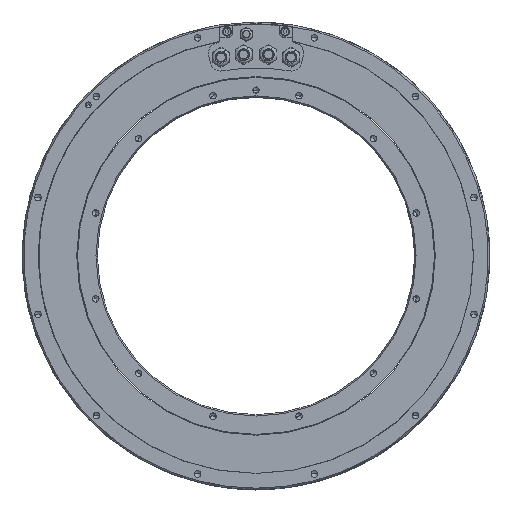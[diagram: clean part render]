
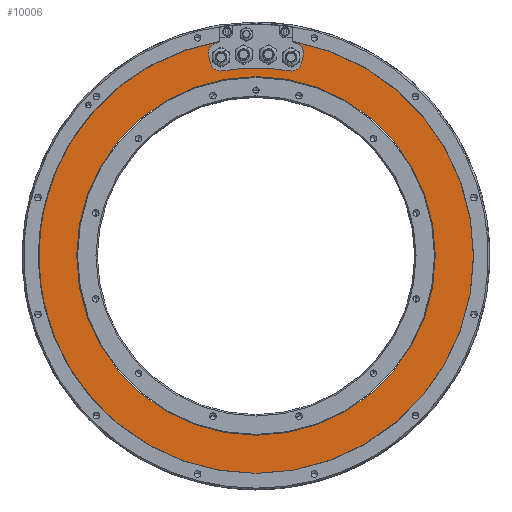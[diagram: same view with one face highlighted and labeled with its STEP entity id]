
A CAD part, top view. The second image highlights one B-rep face of the part: STEP entity #10006.
In plain terms, the highlighted planar face has unit normal (0, 0, 1).
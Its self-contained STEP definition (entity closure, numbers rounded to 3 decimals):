
#2668=CARTESIAN_POINT('',(0.,0.,-0.15));
#2669=DIRECTION('',(0.,0.,1.));
#2670=DIRECTION('',(-1.,0.,0.));
#2671=AXIS2_PLACEMENT_3D('',#2668,#2669,#2670);
#2682=CARTESIAN_POINT('',(0.,0.,-0.15));
#2683=DIRECTION('',(0.,0.,1.));
#2684=DIRECTION('',(1.,0.,0.));
#2685=AXIS2_PLACEMENT_3D('',#2682,#2683,#2684);
#2687=CARTESIAN_POINT('',(0.,0.,-0.15));
#2688=DIRECTION('',(0.,0.,1.));
#2689=DIRECTION('',(0.181,0.983,0.));
#2690=AXIS2_PLACEMENT_3D('',#2687,#2688,#2689);
#2692=CARTESIAN_POINT('',(37.196,201.597,
-0.15));
#2693=DIRECTION('',(0.,0.,-1.));
#2694=DIRECTION('',(0.973,-0.229,0.));
#2695=AXIS2_PLACEMENT_3D('',#2692,#2693,#2694);
#2697=DIRECTION('',(0.229,0.973,0.));
#2698=VECTOR('',#2697,9.01);
#2699=CARTESIAN_POINT('',(46.93,199.305,
-0.15));
#2700=LINE('',#2699,#2698);
#2701=CARTESIAN_POINT('',(39.262,210.368,
-0.15));
#2702=DIRECTION('',(0.,0.,-1.));
#2703=DIRECTION('',(0.232,0.973,0.));
#2704=AXIS2_PLACEMENT_3D('',#2701,#2702,#2703);
#2706=DIRECTION('',(0.,-1.,0.));
#2707=VECTOR('',#2706,2.595);
#2708=CARTESIAN_POINT('',(41.579,220.095,
-0.15));
#2709=LINE('',#2708,#2707);
#2710=CARTESIAN_POINT('',(39.262,210.368,
-0.15));
#2711=DIRECTION('',(0.,0.,-1.));
#2712=DIRECTION('',(0.309,0.951,0.));
#2713=AXIS2_PLACEMENT_3D('',#2710,#2711,#2712);
#2715=DIRECTION('',(-0.229,-0.973,0.));
#2716=VECTOR('',#2715,9.01);
#2717=CARTESIAN_POINT('',(46.562,208.649,
-0.15));
#2718=LINE('',#2717,#2716);
#2719=CARTESIAN_POINT('',(37.196,201.597,
-0.15));
#2720=DIRECTION('',(0.,0.,-1.));
#2721=DIRECTION('',(0.973,-0.229,0.));
#2722=AXIS2_PLACEMENT_3D('',#2719,#2720,#2721);
#2724=CARTESIAN_POINT('',(0.,0.,-0.15));
#2725=DIRECTION('',(0.,0.,-1.));
#2726=DIRECTION('',(-0.181,0.983,0.));
#2727=AXIS2_PLACEMENT_3D('',#2724,#2725,#2726);
#2729=CARTESIAN_POINT('',(-37.196,201.597,
-0.15));
#2730=DIRECTION('',(0.,0.,-1.));
#2731=DIRECTION('',(0.181,-0.983,0.));
#2732=AXIS2_PLACEMENT_3D('',#2729,#2730,#2731);
#2734=DIRECTION('',(-0.229,0.973,0.));
#2735=VECTOR('',#2734,9.01);
#2736=CARTESIAN_POINT('',(-44.497,199.878,
-0.15));
#2737=LINE('',#2736,#2735);
#2738=CARTESIAN_POINT('',(-39.262,210.368,
-0.15));
#2739=DIRECTION('',(0.,0.,-1.));
#2740=DIRECTION('',(-0.973,-0.229,0.));
#2741=AXIS2_PLACEMENT_3D('',#2738,#2739,#2740);
#2743=DIRECTION('',(0.,1.,0.));
#2744=VECTOR('',#2743,2.582);
#2745=CARTESIAN_POINT('',(-41.421,217.55,
-0.15));
#2746=LINE('',#2745,#2744);
#2747=CARTESIAN_POINT('',(-39.262,210.368,
-0.15));
#2748=DIRECTION('',(0.,0.,-1.));
#2749=DIRECTION('',(-0.973,-0.229,0.));
#2750=AXIS2_PLACEMENT_3D('',#2747,#2748,#2749);
#2752=DIRECTION('',(0.229,-0.973,0.));
#2753=VECTOR('',#2752,9.01);
#2754=CARTESIAN_POINT('',(-48.995,208.076,
-0.15));
#2755=LINE('',#2754,#2753);
#2756=CARTESIAN_POINT('',(-37.196,201.597,
-0.15));
#2757=DIRECTION('',(0.,0.,-1.));
#2758=DIRECTION('',(0.181,-0.983,0.));
#2759=AXIS2_PLACEMENT_3D('',#2756,#2757,#2758);
#2766=CARTESIAN_POINT('',(0.,0.,-0.15));
#2767=DIRECTION('',(0.,0.,1.));
#2768=DIRECTION('',(0.,-1.,0.));
#2769=AXIS2_PLACEMENT_3D('',#2766,#2767,#2768);
#3289=CARTESIAN_POINT('',(0.,0.,-0.15));
#3290=DIRECTION('',(0.,0.,1.));
#3291=DIRECTION('',(-0.155,0.988,0.));
#3292=AXIS2_PLACEMENT_3D('',#3289,#3290,#3291);
#5288=CARTESIAN_POINT('',(-185.9,0.,-0.15));
#5289=CARTESIAN_POINT('',(185.9,0.,-0.15));
#5290=VERTEX_POINT('',#5288);
#5291=VERTEX_POINT('',#5289);
#5296=CARTESIAN_POINT('',(-35.038,222.761,-0.15));
#5297=CARTESIAN_POINT('',(0.,-225.5,-0.15));
#5298=VERTEX_POINT('',#5296);
#5299=VERTEX_POINT('',#5297);
#5382=CARTESIAN_POINT('',(35.382,191.763,
-0.15));
#5383=CARTESIAN_POINT('',(-35.382,191.763,
-0.15));
#5384=VERTEX_POINT('',#5382);
#5385=VERTEX_POINT('',#5383);
#5386=CARTESIAN_POINT('',(46.93,199.305,
-0.15));
#5387=CARTESIAN_POINT('',(48.995,208.076,
-0.15));
#5388=VERTEX_POINT('',#5386);
#5389=VERTEX_POINT('',#5387);
#5390=CARTESIAN_POINT('',(-48.995,208.076,
-0.15));
#5391=CARTESIAN_POINT('',(-46.93,199.305,
-0.15));
#5392=VERTEX_POINT('',#5390);
#5393=VERTEX_POINT('',#5391);
#5394=CARTESIAN_POINT('',(-41.421,220.132,
-0.15));
#5395=VERTEX_POINT('',#5394);
#5396=CARTESIAN_POINT('',(41.579,220.095,
-0.15));
#5397=VERTEX_POINT('',#5396);
#5398=CARTESIAN_POINT('',(46.562,208.649,
-0.15));
#5399=CARTESIAN_POINT('',(44.497,199.878,
-0.15));
#5400=VERTEX_POINT('',#5398);
#5401=VERTEX_POINT('',#5399);
#5402=CARTESIAN_POINT('',(35.836,194.222,
-0.15));
#5403=VERTEX_POINT('',#5402);
#5404=CARTESIAN_POINT('',(-35.836,194.222,
-0.15));
#5405=VERTEX_POINT('',#5404);
#5406=CARTESIAN_POINT('',(-44.497,199.878,
-0.15));
#5407=VERTEX_POINT('',#5406);
#5408=CARTESIAN_POINT('',(-46.562,208.649,
-0.15));
#5409=VERTEX_POINT('',#5408);
#5410=CARTESIAN_POINT('',(-41.421,217.55,
-0.15));
#5411=VERTEX_POINT('',#5410);
#5412=CARTESIAN_POINT('',(41.579,217.5,
-0.15));
#5413=VERTEX_POINT('',#5412);
#9957=CARTESIAN_POINT('',(0.,0.,-0.15));
#9958=DIRECTION('',(0.,0.,1.));
#9959=DIRECTION('',(1.,0.,0.));
#9960=AXIS2_PLACEMENT_3D('',#9957,#9958,#9959);
#9961=PLANE('',#9960);
#9963=ORIENTED_EDGE('',*,*,#9962,.F.);
#9965=ORIENTED_EDGE('',*,*,#9964,.F.);
#9966=EDGE_LOOP('',(#9963,#9965));
#9967=FACE_OUTER_BOUND('',#9966,.F.);
#9968=ORIENTED_EDGE('',*,*,#9937,.T.);
#9969=ORIENTED_EDGE('',*,*,#9951,.T.);
#9970=EDGE_LOOP('',(#9968,#9969));
#9971=FACE_BOUND('',#9970,.F.);
#9973=ORIENTED_EDGE('',*,*,#9972,.F.);
#9975=ORIENTED_EDGE('',*,*,#9974,.F.);
#9977=ORIENTED_EDGE('',*,*,#9976,.T.);
#9979=ORIENTED_EDGE('',*,*,#9978,.F.);
#9981=ORIENTED_EDGE('',*,*,#9980,.T.);
#9983=ORIENTED_EDGE('',*,*,#9982,.T.);
#9985=ORIENTED_EDGE('',*,*,#9984,.T.);
#9987=ORIENTED_EDGE('',*,*,#9986,.T.);
#9989=ORIENTED_EDGE('',*,*,#9988,.F.);
#9991=ORIENTED_EDGE('',*,*,#9990,.T.);
#9993=ORIENTED_EDGE('',*,*,#9992,.T.);
#9995=ORIENTED_EDGE('',*,*,#9994,.T.);
#9997=ORIENTED_EDGE('',*,*,#9996,.T.);
#9999=ORIENTED_EDGE('',*,*,#9998,.F.);
#10001=ORIENTED_EDGE('',*,*,#10000,.T.);
#10003=ORIENTED_EDGE('',*,*,#10002,.F.);
#10004=EDGE_LOOP('',(#9973,#9975,#9977,#9979,#9981,#9983,#9985,#9987,#9989,
#9991,#9993,#9995,#9997,#9999,#10001,#10003));
#10005=FACE_BOUND('',#10004,.F.);
#2672=CIRCLE('',#2671,185.9);
#2686=CIRCLE('',#2685,185.9);
#2691=CIRCLE('',#2690,195.);
#2696=CIRCLE('',#2695,10.);
#2705=CIRCLE('',#2704,10.);
#2714=CIRCLE('',#2713,7.5);
#2723=CIRCLE('',#2722,7.5);
#2728=CIRCLE('',#2727,197.5);
#2733=CIRCLE('',#2732,7.5);
#2742=CIRCLE('',#2741,7.5);
#2751=CIRCLE('',#2750,10.);
#2760=CIRCLE('',#2759,10.);
#2770=CIRCLE('',#2769,225.5);
#3293=CIRCLE('',#3292,225.5);
#9937=EDGE_CURVE('',#5290,#5291,#2672,.T.);
#9951=EDGE_CURVE('',#5291,#5290,#2686,.T.);
#9962=EDGE_CURVE('',#5299,#5298,#2770,.T.);
#9964=EDGE_CURVE('',#5298,#5299,#3293,.T.);
#9972=EDGE_CURVE('',#5384,#5385,#2691,.T.);
#9974=EDGE_CURVE('',#5388,#5384,#2696,.T.);
#9976=EDGE_CURVE('',#5388,#5389,#2700,.T.);
#9978=EDGE_CURVE('',#5397,#5389,#2705,.T.);
#9980=EDGE_CURVE('',#5397,#5413,#2709,.T.);
#9982=EDGE_CURVE('',#5413,#5400,#2714,.T.);
#9984=EDGE_CURVE('',#5400,#5401,#2718,.T.);
#9986=EDGE_CURVE('',#5401,#5403,#2723,.T.);
#9988=EDGE_CURVE('',#5405,#5403,#2728,.T.);
#9990=EDGE_CURVE('',#5405,#5407,#2733,.T.);
#9992=EDGE_CURVE('',#5407,#5409,#2737,.T.);
#9994=EDGE_CURVE('',#5409,#5411,#2742,.T.);
#9996=EDGE_CURVE('',#5411,#5395,#2746,.T.);
#9998=EDGE_CURVE('',#5392,#5395,#2751,.T.);
#10000=EDGE_CURVE('',#5392,#5393,#2755,.T.);
#10002=EDGE_CURVE('',#5385,#5393,#2760,.T.);
#10006=ADVANCED_FACE('',(#9967,#9971,#10005),#9961,.T.);
